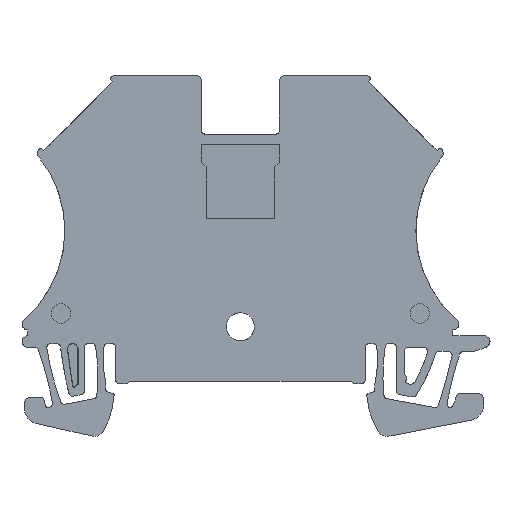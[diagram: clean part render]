
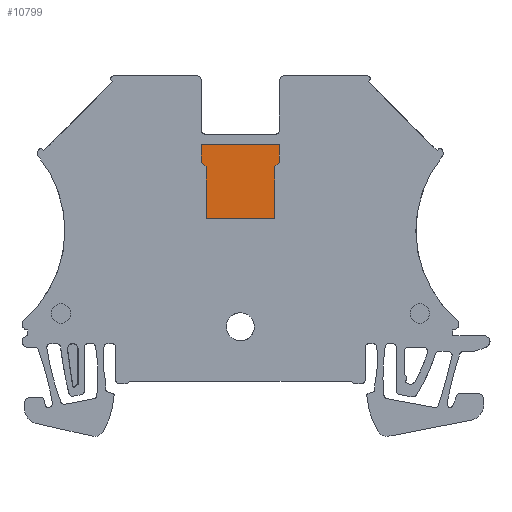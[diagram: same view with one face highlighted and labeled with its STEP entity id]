
A CAD part, left-side view. The second image highlights one B-rep face of the part: STEP entity #10799.
In plain terms, the highlighted planar face has unit normal (-1, 0, 0).
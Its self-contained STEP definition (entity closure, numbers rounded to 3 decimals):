
#10787=AXIS2_PLACEMENT_3D('Plane Axis2P3D',#10784,#10785,#10786) ;
#6704=CARTESIAN_POINT('Vertex',(0.03,27.6,27.95)) ;
#6711=CARTESIAN_POINT('Vertex',(0.03,27.6,34.55)) ;
#6714=CARTESIAN_POINT('Line Origine',(0.03,27.6,31.25)) ;
#6731=CARTESIAN_POINT('Line Origine',(0.03,32.,27.95)) ;
#6735=CARTESIAN_POINT('Vertex',(0.03,36.4,27.95)) ;
#6755=CARTESIAN_POINT('Line Origine',(0.03,36.4,31.25)) ;
#6759=CARTESIAN_POINT('Vertex',(0.03,36.4,34.55)) ;
#6783=CARTESIAN_POINT('Vertex',(0.03,37.,35.15)) ;
#6786=CARTESIAN_POINT('Line Origine',(0.03,36.7,34.85)) ;
#6798=CARTESIAN_POINT('Line Origine',(0.03,37.,36.275)) ;
#6802=CARTESIAN_POINT('Vertex',(0.03,37.,37.4)) ;
#6822=CARTESIAN_POINT('Line Origine',(0.03,32.,37.4)) ;
#6826=CARTESIAN_POINT('Vertex',(0.03,27.,37.4)) ;
#6841=CARTESIAN_POINT('Line Origine',(0.03,27.,36.275)) ;
#6845=CARTESIAN_POINT('Vertex',(0.03,27.,35.15)) ;
#6865=CARTESIAN_POINT('Line Origine',(0.03,27.3,34.85)) ;
#10784=CARTESIAN_POINT('Axis2P3D Location',(0.03,32.,6.75)) ;
#6715=DIRECTION('Vector Direction',(0.,0.,1.)) ;
#6732=DIRECTION('Vector Direction',(0.,1.,0.)) ;
#6756=DIRECTION('Vector Direction',(0.,0.,1.)) ;
#6787=DIRECTION('Vector Direction',(0.,0.707,0.707)) ;
#6799=DIRECTION('Vector Direction',(0.,0.,1.)) ;
#6823=DIRECTION('Vector Direction',(0.,1.,0.)) ;
#6842=DIRECTION('Vector Direction',(0.,0.,1.)) ;
#6866=DIRECTION('Vector Direction',(0.,0.707,-0.707)) ;
#10785=DIRECTION('Axis2P3D Direction',(1.,0.,0.)) ;
#10786=DIRECTION('Axis2P3D XDirection',(0.,1.,0.)) ;
#6716=VECTOR('Line Direction',#6715,1.) ;
#6733=VECTOR('Line Direction',#6732,1.) ;
#6757=VECTOR('Line Direction',#6756,1.) ;
#6788=VECTOR('Line Direction',#6787,1.) ;
#6800=VECTOR('Line Direction',#6799,1.) ;
#6824=VECTOR('Line Direction',#6823,1.) ;
#6843=VECTOR('Line Direction',#6842,1.) ;
#6867=VECTOR('Line Direction',#6866,1.) ;
#10790=ORIENTED_EDGE('',*,*,#6790,.F.) ;
#10791=ORIENTED_EDGE('',*,*,#6761,.F.) ;
#10792=ORIENTED_EDGE('',*,*,#6737,.F.) ;
#10793=ORIENTED_EDGE('',*,*,#6718,.T.) ;
#10794=ORIENTED_EDGE('',*,*,#6869,.F.) ;
#10795=ORIENTED_EDGE('',*,*,#6847,.F.) ;
#10796=ORIENTED_EDGE('',*,*,#6828,.F.) ;
#10797=ORIENTED_EDGE('',*,*,#6804,.F.) ;
#10799=ADVANCED_FACE('V1',(#10798),#10788,.F.) ;
#6718=EDGE_CURVE('',#6705,#6712,#6717,.T.) ;
#6737=EDGE_CURVE('',#6705,#6736,#6734,.T.) ;
#6761=EDGE_CURVE('',#6736,#6760,#6758,.T.) ;
#6790=EDGE_CURVE('',#6760,#6784,#6789,.T.) ;
#6804=EDGE_CURVE('',#6784,#6803,#6801,.T.) ;
#6828=EDGE_CURVE('',#6803,#6827,#6825,.F.) ;
#6847=EDGE_CURVE('',#6827,#6846,#6844,.F.) ;
#6869=EDGE_CURVE('',#6846,#6712,#6868,.T.) ;
#10789=EDGE_LOOP('',(#10790,#10791,#10792,#10793,#10794,#10795,#10796,#10797)) ;
#10798=FACE_OUTER_BOUND('',#10789,.T.) ;
#6717=LINE('Line',#6714,#6716) ;
#6734=LINE('Line',#6731,#6733) ;
#6758=LINE('Line',#6755,#6757) ;
#6789=LINE('Line',#6786,#6788) ;
#6801=LINE('Line',#6798,#6800) ;
#6825=LINE('Line',#6822,#6824) ;
#6844=LINE('Line',#6841,#6843) ;
#6868=LINE('Line',#6865,#6867) ;
#10788=PLANE('',#10787) ;
#6705=VERTEX_POINT('',#6704) ;
#6712=VERTEX_POINT('',#6711) ;
#6736=VERTEX_POINT('',#6735) ;
#6760=VERTEX_POINT('',#6759) ;
#6784=VERTEX_POINT('',#6783) ;
#6803=VERTEX_POINT('',#6802) ;
#6827=VERTEX_POINT('',#6826) ;
#6846=VERTEX_POINT('',#6845) ;
